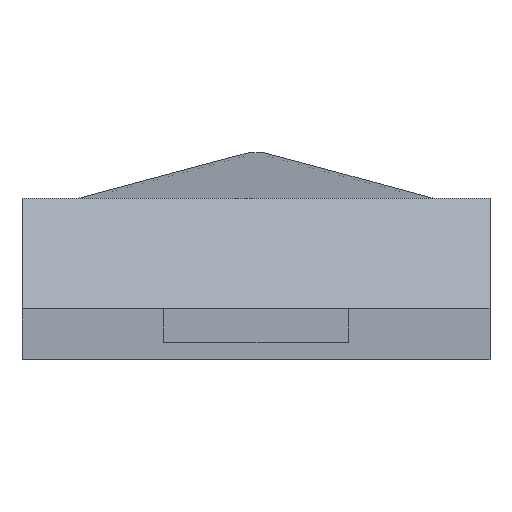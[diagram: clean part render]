
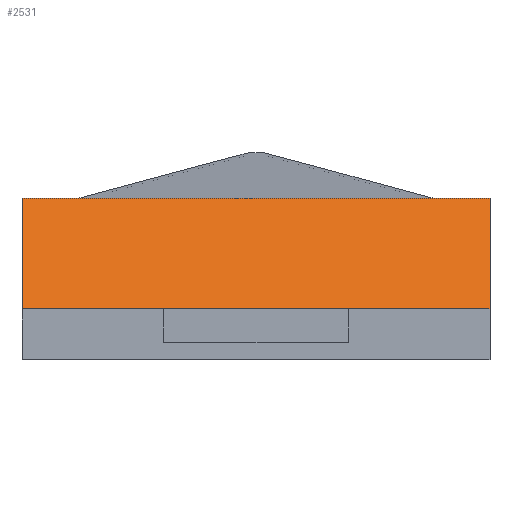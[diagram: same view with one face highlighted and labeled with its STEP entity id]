
A CAD part, front view. The second image highlights one B-rep face of the part: STEP entity #2531.
In plain terms, the highlighted planar face has unit normal (0, -0.707, 0.707).
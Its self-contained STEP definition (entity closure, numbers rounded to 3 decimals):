
#363=FACE_OUTER_BOUND('',#521,.T.);
#521=EDGE_LOOP('',(#1746,#1747,#1748,#1749));
#685=LINE('',#3340,#865);
#697=LINE('',#3372,#877);
#698=LINE('',#3374,#878);
#699=LINE('',#3375,#879);
#865=VECTOR('',#2897,10.);
#877=VECTOR('',#2923,10.);
#878=VECTOR('',#2924,10.);
#879=VECTOR('',#2925,25.4);
#1044=VERTEX_POINT('',#3337);
#1045=VERTEX_POINT('',#3339);
#1058=VERTEX_POINT('',#3371);
#1059=VERTEX_POINT('',#3373);
#1302=EDGE_CURVE('',#1045,#1044,#685,.T.);
#1318=EDGE_CURVE('',#1044,#1058,#697,.T.);
#1319=EDGE_CURVE('',#1058,#1059,#698,.T.);
#1320=EDGE_CURVE('',#1059,#1045,#699,.T.);
#1746=ORIENTED_EDGE('',*,*,#1302,.T.);
#1747=ORIENTED_EDGE('',*,*,#1318,.T.);
#1748=ORIENTED_EDGE('',*,*,#1319,.T.);
#1749=ORIENTED_EDGE('',*,*,#1320,.T.);
#2477=PLANE('',#2724);
#2531=ADVANCED_FACE('',(#363),#2477,.T.);
#2724=AXIS2_PLACEMENT_3D('',#3370,#2921,#2922);
#2897=DIRECTION('',(0.,-0.707,-0.707));
#2921=DIRECTION('center_axis',(0.,-0.707,
0.707));
#2922=DIRECTION('ref_axis',(1.,0.,0.));
#2923=DIRECTION('',(1.,0.,0.));
#2924=DIRECTION('',(0.,0.707,0.707));
#2925=DIRECTION('',(-1.,0.,0.));
#3337=CARTESIAN_POINT('',(2.,-0.058,-3.75));
#3339=CARTESIAN_POINT('',(2.,5.942,2.25));
#3340=CARTESIAN_POINT('',(2.,19.969,16.277));
#3370=CARTESIAN_POINT('Origin',(27.4,2.942,-0.75));
#3371=CARTESIAN_POINT('',(27.4,-0.058,-3.75));
#3372=CARTESIAN_POINT('',(27.4,-0.058,-3.75));
#3373=CARTESIAN_POINT('',(27.4,5.942,2.25));
#3374=CARTESIAN_POINT('',(27.4,19.969,16.277));
#3375=CARTESIAN_POINT('',(29.4,5.942,2.25));
